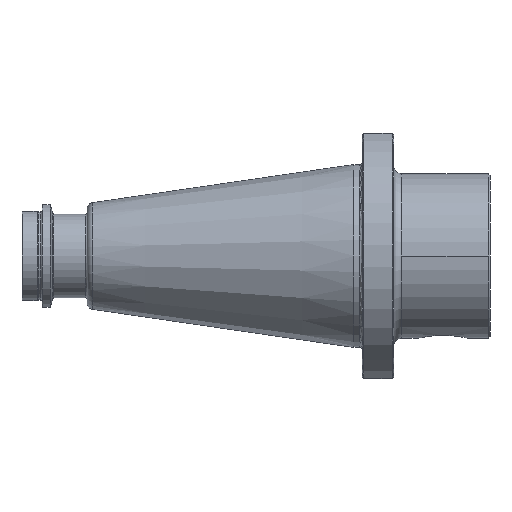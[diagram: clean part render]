
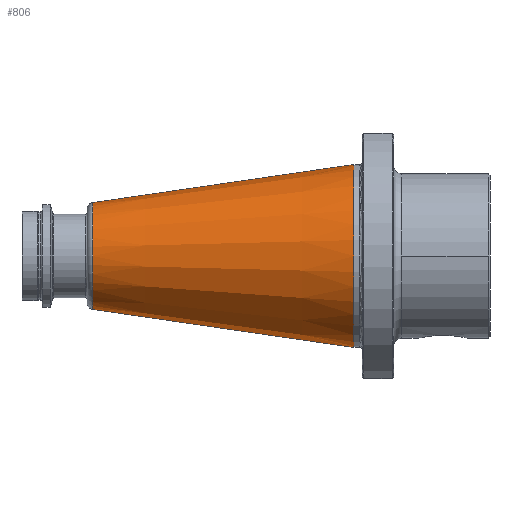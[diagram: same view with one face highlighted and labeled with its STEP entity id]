
A CAD part, front view. The second image highlights one B-rep face of the part: STEP entity #806.
In plain terms, the highlighted conical face has half-angle 8.297 degrees and reference radius 34.925 mm.
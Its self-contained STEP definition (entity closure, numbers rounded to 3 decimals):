
#97 = FACE_OUTER_BOUND ( 'NONE', #1356, .T. ) ;
#104 = AXIS2_PLACEMENT_3D ( 'NONE', #3467, #935, #1673 ) ;
#325 = CIRCLE ( 'NONE', #104, 20.377 ) ;
#578 = VERTEX_POINT ( 'NONE', #2121 ) ;
#718 = AXIS2_PLACEMENT_3D ( 'NONE', #1219, #2663, #4088 ) ;
#796 = CIRCLE ( 'NONE', #718, 34.925 ) ;
#806 = ADVANCED_FACE ( 'NONE', ( #97 ), #3612, .T. ) ;
#935 = DIRECTION ( 'NONE',  ( -1., 0., 0. ) ) ;
#992 = EDGE_CURVE ( 'NONE', #4275, #3904, #325, .T. ) ;
#1218 = VECTOR ( 'NONE', #4536, 1000. ) ;
#1219 = CARTESIAN_POINT ( 'NONE',  ( 0., 0., 0. ) ) ;
#1335 = CARTESIAN_POINT ( 'NONE',  ( 0., 0., 34.925 ) ) ;
#1356 = EDGE_LOOP ( 'NONE', ( #1798, #2968, #4628, #1592 ) ) ;
#1466 = EDGE_CURVE ( 'NONE', #1529, #578, #796, .T. ) ;
#1529 = VERTEX_POINT ( 'NONE', #2416 ) ;
#1538 = DIRECTION ( 'NONE',  ( 1., 0., 0. ) ) ;
#1571 = LINE ( 'NONE', #3452, #4609 ) ;
#1590 = AXIS2_PLACEMENT_3D ( 'NONE', #4024, #1538, #3680 ) ;
#1592 = ORIENTED_EDGE ( 'NONE', *, *, #1466, .T. ) ;
#1673 = DIRECTION ( 'NONE',  ( 0., 0., 1. ) ) ;
#1798 = ORIENTED_EDGE ( 'NONE', *, *, #4144, .F. ) ;
#2121 = CARTESIAN_POINT ( 'NONE',  ( 0., 0., 34.925 ) ) ;
#2308 = EDGE_CURVE ( 'NONE', #4275, #1529, #1571, .T. ) ;
#2416 = CARTESIAN_POINT ( 'NONE',  ( 0., 0., -34.925 ) ) ;
#2423 = LINE ( 'NONE', #1335, #1218 ) ;
#2663 = DIRECTION ( 'NONE',  ( -1., 0., 0. ) ) ;
#2838 = CARTESIAN_POINT ( 'NONE',  ( -99.761, 0., 20.377 ) ) ;
#2968 = ORIENTED_EDGE ( 'NONE', *, *, #992, .F. ) ;
#3452 = CARTESIAN_POINT ( 'NONE',  ( 0., 0., -34.925 ) ) ;
#3467 = CARTESIAN_POINT ( 'NONE',  ( -99.761, 0., 0. ) ) ;
#3612 = CONICAL_SURFACE ( 'NONE', #1590, 34.925, 0.145 ) ;
#3680 = DIRECTION ( 'NONE',  ( 0., 0., -1. ) ) ;
#3904 = VERTEX_POINT ( 'NONE', #2838 ) ;
#3996 = CARTESIAN_POINT ( 'NONE',  ( -99.761, 0., -20.377 ) ) ;
#4024 = CARTESIAN_POINT ( 'NONE',  ( 0., 0., 0. ) ) ;
#4088 = DIRECTION ( 'NONE',  ( 0., 0., 1. ) ) ;
#4144 = EDGE_CURVE ( 'NONE', #3904, #578, #2423, .T. ) ;
#4275 = VERTEX_POINT ( 'NONE', #3996 ) ;
#4523 = DIRECTION ( 'NONE',  ( 0.99, 0., -0.144 ) ) ;
#4536 = DIRECTION ( 'NONE',  ( 0.99, 0., 0.144 ) ) ;
#4609 = VECTOR ( 'NONE', #4523, 1000. ) ;
#4628 = ORIENTED_EDGE ( 'NONE', *, *, #2308, .T. ) ;
